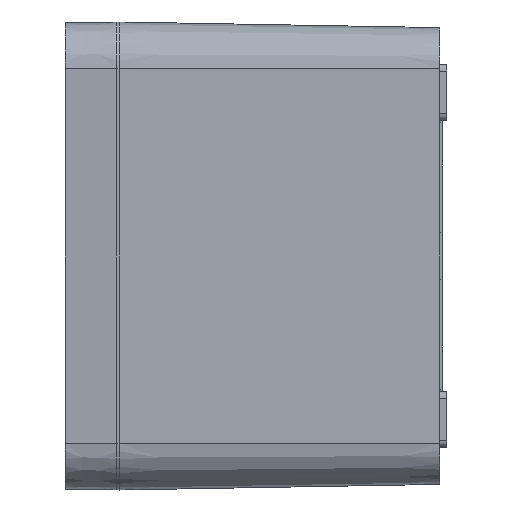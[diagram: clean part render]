
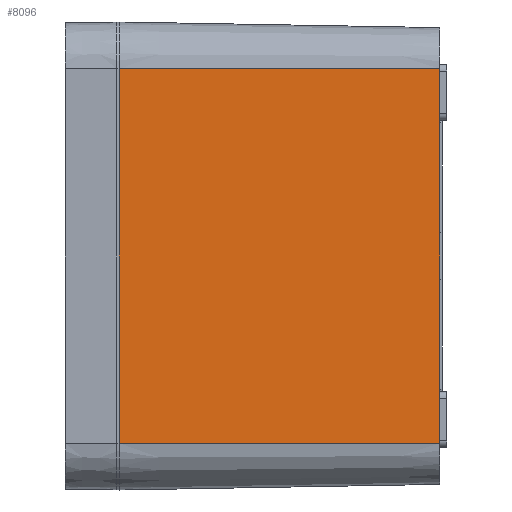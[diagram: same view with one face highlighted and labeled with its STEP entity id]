
A CAD part, left-side view. The second image highlights one B-rep face of the part: STEP entity #8096.
In plain terms, the highlighted planar face has unit normal (-1, -0.018, 0).
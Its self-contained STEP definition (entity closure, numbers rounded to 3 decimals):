
#918=LINE('',#10631,#1757);
#935=LINE('',#10692,#1774);
#936=LINE('',#10693,#1775);
#937=LINE('',#10694,#1776);
#1757=VECTOR('',#8985,10.);
#1774=VECTOR('',#9044,10.);
#1775=VECTOR('',#9045,10.);
#1776=VECTOR('',#9046,10.);
#2606=FACE_OUTER_BOUND('',#3050,.T.);
#3050=EDGE_LOOP('',(#5549,#5550,#5551,#5552));
#3614=VERTEX_POINT('',#10624);
#3616=VERTEX_POINT('',#10630);
#3638=VERTEX_POINT('',#10690);
#3639=VERTEX_POINT('',#10691);
#4367=EDGE_CURVE('',#3614,#3616,#918,.T.);
#4396=EDGE_CURVE('',#3638,#3639,#935,.T.);
#4397=EDGE_CURVE('',#3638,#3616,#936,.T.);
#4398=EDGE_CURVE('',#3614,#3639,#937,.T.);
#5549=ORIENTED_EDGE('',*,*,#4396,.F.);
#5550=ORIENTED_EDGE('',*,*,#4397,.T.);
#5551=ORIENTED_EDGE('',*,*,#4367,.F.);
#5552=ORIENTED_EDGE('',*,*,#4398,.T.);
#7802=PLANE('',#8581);
#8096=ADVANCED_FACE('',(#2606),#7802,.T.);
#8581=AXIS2_PLACEMENT_3D('',#10689,#9042,#9043);
#8985=DIRECTION('',(0.,0.,1.));
#9042=DIRECTION('center_axis',(-1.,-0.017,0.));
#9043=DIRECTION('ref_axis',(0.,0.,
-1.));
#9044=DIRECTION('',(0.,0.,-1.));
#9045=DIRECTION('',(-0.017,1.,0.));
#9046=DIRECTION('',(0.017,-1.,0.));
#10624=CARTESIAN_POINT('',(-75.,0.,-40.));
#10630=CARTESIAN_POINT('',(-75.,0.,40.));
#10631=CARTESIAN_POINT('',(-75.,0.,-20.));
#10689=CARTESIAN_POINT('Origin',(-75.,0.,-40.));
#10690=CARTESIAN_POINT('',(-73.804,-68.5,40.));
#10691=CARTESIAN_POINT('',(-73.804,-68.5,-40.));
#10692=CARTESIAN_POINT('',(-73.804,-68.5,-20.));
#10693=CARTESIAN_POINT('',(-75.,0.,40.));
#10694=CARTESIAN_POINT('',(-75.,0.,-40.));
